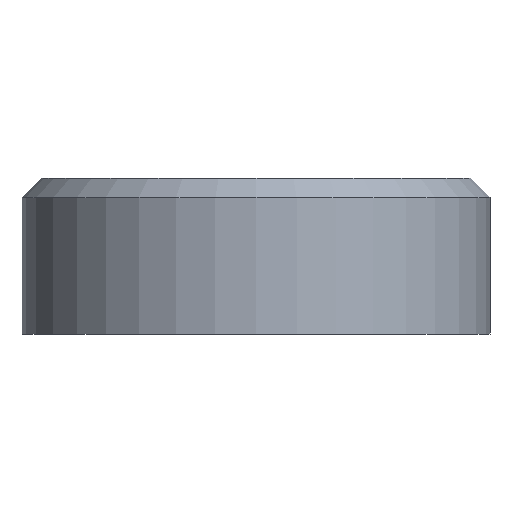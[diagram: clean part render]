
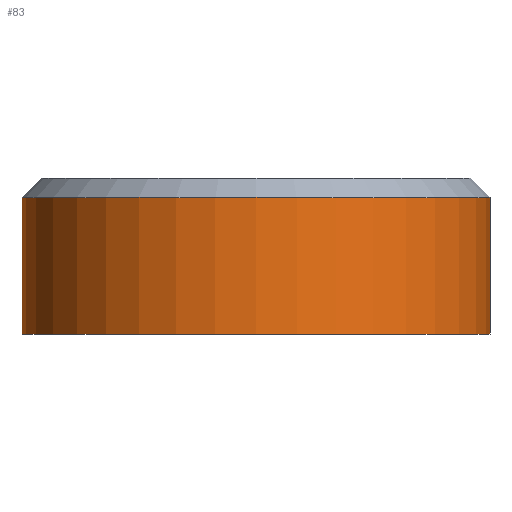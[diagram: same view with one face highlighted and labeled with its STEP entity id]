
A CAD part, front view. The second image highlights one B-rep face of the part: STEP entity #83.
In plain terms, the highlighted cylindrical face has radius 6 mm (diameter 12 mm), a partial arc.
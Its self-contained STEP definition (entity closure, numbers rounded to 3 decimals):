
#83 = ADVANCED_FACE( '', ( #110 ), #111, .T. );
#110 = FACE_OUTER_BOUND( '', #146, .T. );
#111 = CYLINDRICAL_SURFACE( '', #147, 6. );
#146 = EDGE_LOOP( '', ( #222, #223, #224, #225 ) );
#147 = AXIS2_PLACEMENT_3D( '', #226, #227, #228 );
#222 = ORIENTED_EDGE( '', *, *, #279, .F. );
#223 = ORIENTED_EDGE( '', *, *, #261, .T. );
#224 = ORIENTED_EDGE( '', *, *, #264, .T. );
#225 = ORIENTED_EDGE( '', *, *, #268, .T. );
#226 = CARTESIAN_POINT( '', ( 0., 4., 4. ) );
#227 = DIRECTION( '', ( 0., 0., 1. ) );
#228 = DIRECTION( '', ( -1., 0., 0. ) );
#261 = EDGE_CURVE( '', #293, #290, #294, .F. );
#264 = EDGE_CURVE( '', #290, #298, #299, .T. );
#268 = EDGE_CURVE( '', #298, #302, #304, .T. );
#279 = EDGE_CURVE( '', #293, #302, #321, .T. );
#290 = VERTEX_POINT( '', #336 );
#293 = VERTEX_POINT( '', #340 );
#294 = CIRCLE( '', #341, 6. );
#298 = VERTEX_POINT( '', #346 );
#299 = LINE( '', #347, #348 );
#302 = VERTEX_POINT( '', #353 );
#304 = CIRCLE( '', #356, 6. );
#321 = LINE( '', #378, #379 );
#336 = CARTESIAN_POINT( '', ( -6., 4., 3.5 ) );
#340 = CARTESIAN_POINT( '', ( 6., 4., 3.5 ) );
#341 = AXIS2_PLACEMENT_3D( '', #393, #394, #395 );
#346 = CARTESIAN_POINT( '', ( -6., 4., 0. ) );
#347 = CARTESIAN_POINT( '', ( -6., 4., 4. ) );
#348 = VECTOR( '', #400, 1000. );
#353 = CARTESIAN_POINT( '', ( 6., 4., 0. ) );
#356 = AXIS2_PLACEMENT_3D( '', #404, #405, #406 );
#378 = CARTESIAN_POINT( '', ( 6., 4., 4. ) );
#379 = VECTOR( '', #427, 1000. );
#393 = CARTESIAN_POINT( '', ( 0., 4., 3.5 ) );
#394 = DIRECTION( '', ( 0., 0., 1. ) );
#395 = DIRECTION( '', ( 1., 0., 0. ) );
#400 = DIRECTION( '', ( 0., 0., -1. ) );
#404 = CARTESIAN_POINT( '', ( 0., 4., 0. ) );
#405 = DIRECTION( '', ( 0., 0., 1. ) );
#406 = DIRECTION( '', ( -1., 0., 0. ) );
#427 = DIRECTION( '', ( 0., 0., -1. ) );
